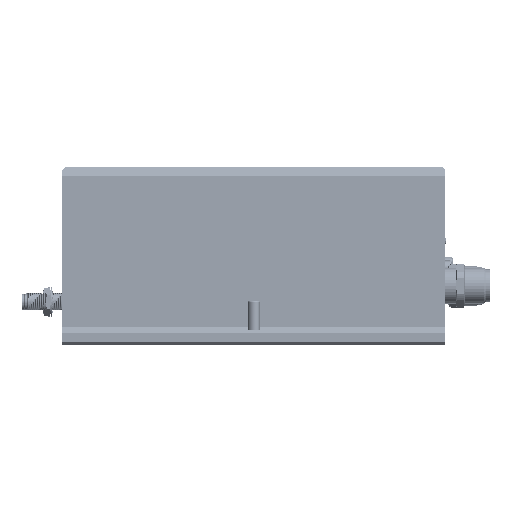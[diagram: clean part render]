
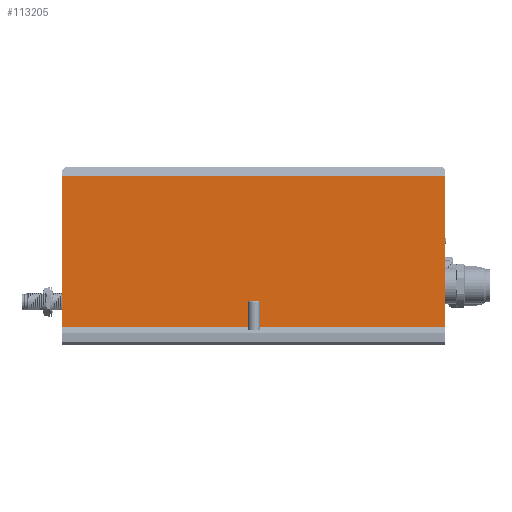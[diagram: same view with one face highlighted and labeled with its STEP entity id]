
A CAD part, left-side view. The second image highlights one B-rep face of the part: STEP entity #113205.
In plain terms, the highlighted planar face has unit normal (-1, 0, 0).
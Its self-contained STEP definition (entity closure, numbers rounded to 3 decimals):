
#3800=PLANE('',#120507);
#8904=LINE('',#254830,#18261);
#9409=LINE('',#255869,#18766);
#9426=LINE('',#255909,#18783);
#9427=LINE('',#255910,#18784);
#18261=VECTOR('',#139316,10.);
#18766=VECTOR('',#140169,10.);
#18783=VECTOR('',#140206,10.);
#18784=VECTOR('',#140207,10.);
#31963=FACE_OUTER_BOUND('',#37223,.T.);
#37223=EDGE_LOOP('',(#92105,#92106,#92107,#92108));
#49828=VERTEX_POINT('',#254827);
#49829=VERTEX_POINT('',#254829);
#50189=VERTEX_POINT('',#255867);
#50202=VERTEX_POINT('',#255908);
#65978=EDGE_CURVE('',#49829,#49828,#8904,.T.);
#66515=EDGE_CURVE('',#50189,#49828,#9409,.T.);
#66536=EDGE_CURVE('',#50202,#50189,#9426,.T.);
#66537=EDGE_CURVE('',#49829,#50202,#9427,.T.);
#92105=ORIENTED_EDGE('',*,*,#66536,.F.);
#92106=ORIENTED_EDGE('',*,*,#66537,.F.);
#92107=ORIENTED_EDGE('',*,*,#65978,.T.);
#92108=ORIENTED_EDGE('',*,*,#66515,.F.);
#113205=ADVANCED_FACE('',(#31963),#3800,.T.);
#120507=AXIS2_PLACEMENT_3D('',#255907,#140204,#140205);
#139316=DIRECTION('',(0.,1.,0.));
#140169=DIRECTION('',(0.,0.,1.));
#140204=DIRECTION('center_axis',(-1.,0.,0.));
#140205=DIRECTION('ref_axis',(0.,0.,
1.));
#140206=DIRECTION('',(0.,1.,0.));
#140207=DIRECTION('',(0.,0.,-1.));
#254827=CARTESIAN_POINT('',(-182.,127.457,52.));
#254829=CARTESIAN_POINT('',(-182.,-1.623,52.));
#254830=CARTESIAN_POINT('',(-182.,-1.623,52.));
#255867=CARTESIAN_POINT('',(-182.,127.457,1.));
#255869=CARTESIAN_POINT('',(-182.,127.457,45.));
#255907=CARTESIAN_POINT('Origin',(-182.,-1.623,0.));
#255908=CARTESIAN_POINT('',(-182.,-1.623,1.));
#255909=CARTESIAN_POINT('',(-182.,-1.623,1.));
#255910=CARTESIAN_POINT('',(-182.,-1.623,45.));
